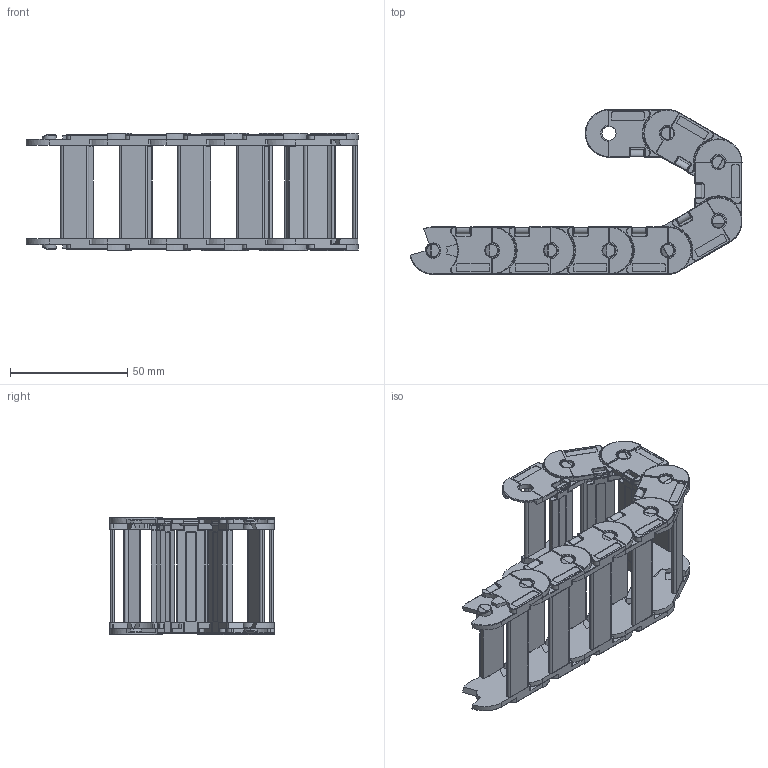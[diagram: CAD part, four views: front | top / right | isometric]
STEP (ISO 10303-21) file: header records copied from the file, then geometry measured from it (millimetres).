
FILE_DESCRIPTION (( 'STEP AP214' ), '1' );
FILE_NAME ('CK15-A040-R025.STEP', '2019-09-02T12:03:05', ( '' ), ( '' ), 'SwSTEP 2.0', 'SolidWorks 2017', '' );
FILE_SCHEMA (( 'AUTOMOTIVE_DESIGN' ));
Length unit declared in the file: millimetre
Products named in the file (2): CK15X15 A; CK15-A040-R025
Assembly tree (8 placements, depth 2):
  CK15-A040-R025
    CK15X15 A  x8
Bounding box: 141.64 x 70.2 x 50 mm (x, y, z)
Volume: 47337.1 mm3; surface area: 51476.1 mm2
Topology: 16 solids, 16 shells, 2576 faces, 6432 edges, 3800 vertices
Faces by surface type: cylinder 1224, plane 744, torus 304, sphere 200, bspline 80, cone 24
Entity records: 13296 total; most frequent: CARTESIAN_POINT 2053, DIRECTION 1707, ORIENTED_EDGE 1564, EDGE_CURVE 782, AXIS2_PLACEMENT_3D 670, VERTEX_POINT 472, LINE 367, VECTOR 367
